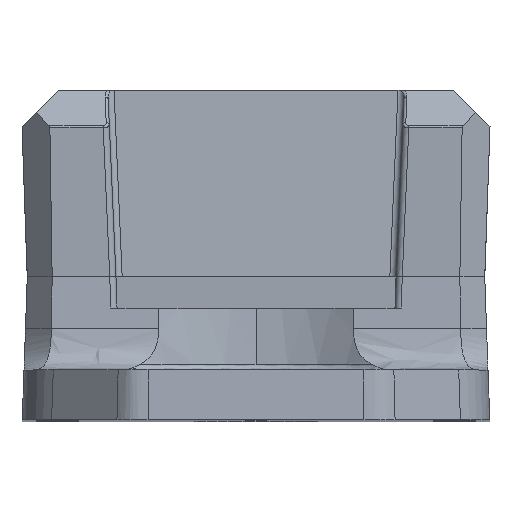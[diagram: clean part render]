
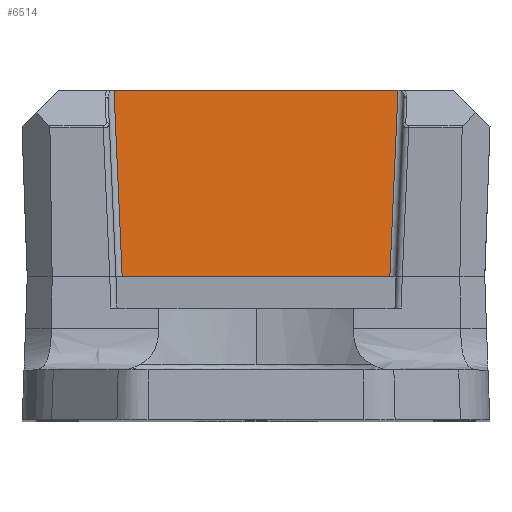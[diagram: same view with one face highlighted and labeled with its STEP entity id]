
A CAD part, top view. The second image highlights one B-rep face of the part: STEP entity #6514.
In plain terms, the highlighted planar face has unit normal (0, 0.044, 0.999).
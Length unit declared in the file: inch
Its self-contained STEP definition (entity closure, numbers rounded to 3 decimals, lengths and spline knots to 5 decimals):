
#219 = VECTOR ( 'NONE', #7623, 39.37008 ) ;
#571 = EDGE_CURVE ( 'NONE', #2012, #894, #1286, .T. ) ;
#767 = PLANE ( 'NONE',  #8527 ) ;
#785 = CARTESIAN_POINT ( 'NONE',  ( -0.21501, 0.23, 0.57 ) ) ;
#894 = VERTEX_POINT ( 'NONE', #4501 ) ;
#1286 = LINE ( 'NONE', #5396, #1786 ) ;
#1379 = FACE_OUTER_BOUND ( 'NONE', #8085, .T. ) ;
#1505 = ORIENTED_EDGE ( 'NONE', *, *, #6530, .T. ) ;
#1711 = CARTESIAN_POINT ( 'NONE',  ( 0.21501, 0.23, 0.57 ) ) ;
#1786 = VECTOR ( 'NONE', #6623, 39.37008 ) ;
#1941 = ORIENTED_EDGE ( 'NONE', *, *, #5132, .T. ) ;
#2012 = VERTEX_POINT ( 'NONE', #1711 ) ;
#2042 = DIRECTION ( 'NONE',  ( 0.044, -0.998, 0.044 ) ) ;
#2699 = LINE ( 'NONE', #8013, #7284 ) ;
#2709 = CARTESIAN_POINT ( 'NONE',  ( -0.22811, 0.53, 0.5569 ) ) ;
#2861 = DIRECTION ( 'NONE',  ( 0., 0.999, -0.044 ) ) ;
#2945 = EDGE_CURVE ( 'NONE', #7892, #2012, #6055, .T. ) ;
#3359 = ORIENTED_EDGE ( 'NONE', *, *, #571, .T. ) ;
#3436 = CARTESIAN_POINT ( 'NONE',  ( -0.225, 0.23, 0.57 ) ) ;
#3835 = VECTOR ( 'NONE', #4614, 39.37008 ) ;
#4266 = LINE ( 'NONE', #5659, #219 ) ;
#4501 = CARTESIAN_POINT ( 'NONE',  ( 0.22811, 0.53, 0.5569 ) ) ;
#4567 = CARTESIAN_POINT ( 'NONE',  ( -0.225, 0.23, 0.57 ) ) ;
#4614 = DIRECTION ( 'NONE',  ( 1., 0., 0. ) ) ;
#5044 = VERTEX_POINT ( 'NONE', #2709 ) ;
#5132 = EDGE_CURVE ( 'NONE', #894, #5044, #4266, .T. ) ;
#5396 = CARTESIAN_POINT ( 'NONE',  ( 0.22813, 0.53043, 0.55688 ) ) ;
#5659 = CARTESIAN_POINT ( 'NONE',  ( 0., 0.53, 0.5569 ) ) ;
#6055 = LINE ( 'NONE', #4567, #3835 ) ;
#6177 = DIRECTION ( 'NONE',  ( 0., -0.044, -0.999 ) ) ;
#6514 = ADVANCED_FACE ( 'NONE', ( #1379 ), #767, .F. ) ;
#6530 = EDGE_CURVE ( 'NONE', #5044, #7892, #2699, .T. ) ;
#6623 = DIRECTION ( 'NONE',  ( 0.044, 0.998, -0.044 ) ) ;
#6708 = ORIENTED_EDGE ( 'NONE', *, *, #2945, .T. ) ;
#7284 = VECTOR ( 'NONE', #2042, 39.37008 ) ;
#7623 = DIRECTION ( 'NONE',  ( -1., 0., 0. ) ) ;
#7892 = VERTEX_POINT ( 'NONE', #785 ) ;
#8013 = CARTESIAN_POINT ( 'NONE',  ( -0.21503, 0.23043, 0.56998 ) ) ;
#8085 = EDGE_LOOP ( 'NONE', ( #6708, #3359, #1941, #1505 ) ) ;
#8527 = AXIS2_PLACEMENT_3D ( 'NONE', #3436, #6177, #2861 ) ;
